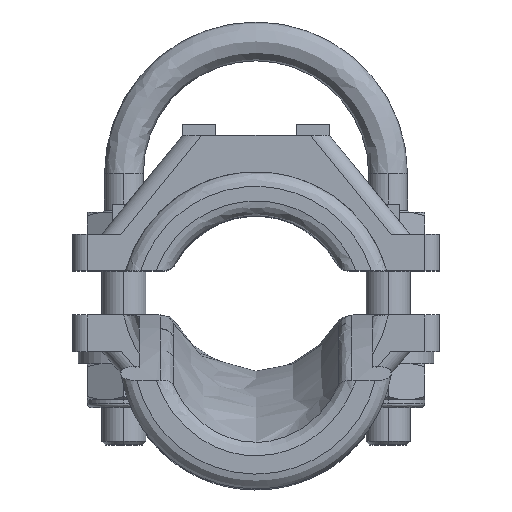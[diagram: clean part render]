
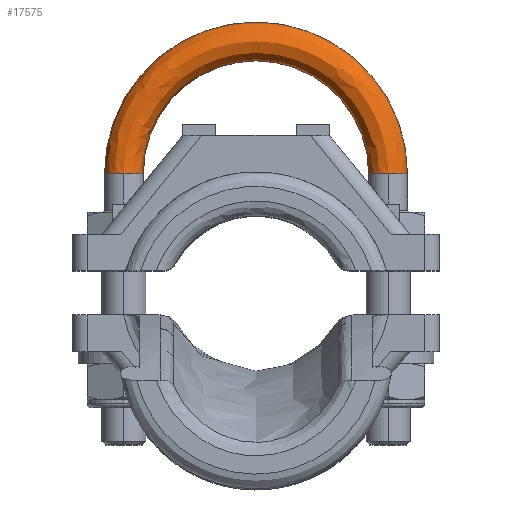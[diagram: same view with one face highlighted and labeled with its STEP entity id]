
A CAD part, top view. The second image highlights one B-rep face of the part: STEP entity #17575.
In plain terms, the highlighted free-form (B-spline) face has degree [3, 3] with [4, 4] control points.
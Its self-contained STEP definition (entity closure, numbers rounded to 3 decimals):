
#27 = CARTESIAN_POINT ( 'NONE',  ( -18., 13.3, 0. ) ) ;
#378 = DIRECTION ( 'NONE',  ( -1., 0., 0. ) ) ;
#498 = DIRECTION ( 'NONE',  ( -1., 0., 0. ) ) ;
#817 = ORIENTED_EDGE ( 'NONE', *, *, #14589, .F. ) ;
#1306 = VERTEX_POINT ( 'NONE', #12788 ) ;
#1998 = CARTESIAN_POINT ( 'NONE',  ( 20.65, 13.3, 5.3 ) ) ;
#2116 = CARTESIAN_POINT ( 'NONE',  ( -15.35, 13.3, 5.3 ) ) ;
#2172 = CARTESIAN_POINT ( 'NONE',  ( -15.35, 13.3, 0. ) ) ;
#2292 = AXIS2_PLACEMENT_3D ( 'NONE', #27, #11049, #2908 ) ;
#2908 = DIRECTION ( 'NONE',  ( 0., 0., -1. ) ) ;
#3394 = AXIS2_PLACEMENT_3D ( 'NONE', #12756, #7333, #378 ) ;
#3485 = DIRECTION ( 'NONE',  ( 0., 0., -1. ) ) ;
#3507 = CIRCLE ( 'NONE', #11502, 15.35 ) ;
#3756 = VERTEX_POINT ( 'NONE', #7651 ) ;
#3958 = AXIS2_PLACEMENT_3D ( 'NONE', #5092, #7895, #14599 ) ;
#4378 = DIRECTION ( 'NONE',  ( 0., -1., 0. ) ) ;
#4882 = CARTESIAN_POINT ( 'NONE',  ( 15.35, 44., 5.3 ) ) ;
#4974 = ORIENTED_EDGE ( 'NONE', *, *, #16164, .T. ) ;
#5026 = CARTESIAN_POINT ( 'NONE',  ( -20.65, 13.3, 0. ) ) ;
#5092 = CARTESIAN_POINT ( 'NONE',  ( -18., 13.3, 0. ) ) ;
#5129 = AXIS2_PLACEMENT_3D ( 'NONE', #6958, #4378, #7077 ) ;
#5765 = VERTEX_POINT ( 'NONE', #5026 ) ;
#6144 = CARTESIAN_POINT ( 'NONE',  ( -20.65, 54.6, 0. ) ) ;
#6193 = DIRECTION ( 'NONE',  ( 0., -1., 0. ) ) ;
#6207 = CIRCLE ( 'NONE', #2292, 2.65 ) ;
#6262 = CARTESIAN_POINT ( 'NONE',  ( 15.35, 44., 0. ) ) ;
#6317 = CIRCLE ( 'NONE', #5129, 2.65 ) ;
#6958 = CARTESIAN_POINT ( 'NONE',  ( 18., 13.3, 0. ) ) ;
#7077 = DIRECTION ( 'NONE',  ( 0., 0., -1. ) ) ;
#7094 = EDGE_CURVE ( 'NONE', #17024, #1306, #3507, .T. ) ;
#7331 = EDGE_CURVE ( 'NONE', #3756, #5765, #13768, .T. ) ;
#7333 = DIRECTION ( 'NONE',  ( 0., 0., 1. ) ) ;
#7651 = CARTESIAN_POINT ( 'NONE',  ( -18., 13.3, 2.65 ) ) ;
#7677 = CARTESIAN_POINT ( 'NONE',  ( 20.65, 54.6, 5.3 ) ) ;
#7730 = CARTESIAN_POINT ( 'NONE',  ( 18., 13.3, 0. ) ) ;
#7864 = FACE_OUTER_BOUND ( 'NONE', #16370, .T. ) ;
#7895 = DIRECTION ( 'NONE',  ( 0., -1., 0. ) ) ;
#8679 =( BOUNDED_SURFACE ( )  B_SPLINE_SURFACE ( 3, 3, ( 
 ( #12835, #6262, #10328, #2172 ),
 ( #10211, #4882, #8946, #2116 ),
 ( #1998, #7677, #14342, #15787 ),
 ( #17101, #15850, #6144, #9001 ) ),
 .UNSPECIFIED., .F., .F., .F. ) 
 B_SPLINE_SURFACE_WITH_KNOTS ( ( 4, 4 ),
 ( 4, 4 ),
 ( 0., 1. ),
 ( 0., 1. ),
 .UNSPECIFIED. ) 
 GEOMETRIC_REPRESENTATION_ITEM ( )  RATIONAL_B_SPLINE_SURFACE ( (
 ( 1., 0.333, 0.333, 1.),
 ( 0.333, 0.111, 0.111, 0.333),
 ( 0.333, 0.111, 0.111, 0.333),
 ( 1., 0.333, 0.333, 1.) ) ) 
 REPRESENTATION_ITEM ( '' )  SURFACE ( )  );
#8698 = CARTESIAN_POINT ( 'NONE',  ( 0., 13.3, 0. ) ) ;
#8946 = CARTESIAN_POINT ( 'NONE',  ( -15.35, 44., 5.3 ) ) ;
#9001 = CARTESIAN_POINT ( 'NONE',  ( -20.65, 13.3, 0. ) ) ;
#9203 = AXIS2_PLACEMENT_3D ( 'NONE', #7730, #6193, #3485 ) ;
#10211 = CARTESIAN_POINT ( 'NONE',  ( 15.35, 13.3, 5.3 ) ) ;
#10328 = CARTESIAN_POINT ( 'NONE',  ( -15.35, 44., 0. ) ) ;
#10513 = ORIENTED_EDGE ( 'NONE', *, *, #13513, .F. ) ;
#11049 = DIRECTION ( 'NONE',  ( 0., -1., 0. ) ) ;
#11502 = AXIS2_PLACEMENT_3D ( 'NONE', #8698, #15399, #498 ) ;
#11627 = CARTESIAN_POINT ( 'NONE',  ( 20.65, 13.3, 0. ) ) ;
#12670 = ORIENTED_EDGE ( 'NONE', *, *, #7094, .F. ) ;
#12756 = CARTESIAN_POINT ( 'NONE',  ( 0., 13.3, 0. ) ) ;
#12788 = CARTESIAN_POINT ( 'NONE',  ( -15.35, 13.3, 0. ) ) ;
#12800 = CIRCLE ( 'NONE', #9203, 2.65 ) ;
#12835 = CARTESIAN_POINT ( 'NONE',  ( 15.35, 13.3, 0. ) ) ;
#13043 = VERTEX_POINT ( 'NONE', #13405 ) ;
#13405 = CARTESIAN_POINT ( 'NONE',  ( 18., 13.3, 2.65 ) ) ;
#13513 = EDGE_CURVE ( 'NONE', #1306, #3756, #6207, .T. ) ;
#13768 = CIRCLE ( 'NONE', #3958, 2.65 ) ;
#14342 = CARTESIAN_POINT ( 'NONE',  ( -20.65, 54.6, 5.3 ) ) ;
#14396 = CARTESIAN_POINT ( 'NONE',  ( 15.35, 13.3, 0. ) ) ;
#14589 = EDGE_CURVE ( 'NONE', #14744, #13043, #12800, .T. ) ;
#14599 = DIRECTION ( 'NONE',  ( 0., 0., -1. ) ) ;
#14744 = VERTEX_POINT ( 'NONE', #11627 ) ;
#15399 = DIRECTION ( 'NONE',  ( 0., 0., 1. ) ) ;
#15787 = CARTESIAN_POINT ( 'NONE',  ( -20.65, 13.3, 5.3 ) ) ;
#15850 = CARTESIAN_POINT ( 'NONE',  ( 20.65, 54.6, 0. ) ) ;
#15867 = ORIENTED_EDGE ( 'NONE', *, *, #16554, .F. ) ;
#16050 = ORIENTED_EDGE ( 'NONE', *, *, #7331, .F. ) ;
#16164 = EDGE_CURVE ( 'NONE', #14744, #5765, #17596, .T. ) ;
#16370 = EDGE_LOOP ( 'NONE', ( #12670, #15867, #817, #4974, #16050, #10513 ) ) ;
#16554 = EDGE_CURVE ( 'NONE', #13043, #17024, #6317, .T. ) ;
#17024 = VERTEX_POINT ( 'NONE', #14396 ) ;
#17101 = CARTESIAN_POINT ( 'NONE',  ( 20.65, 13.3, 0. ) ) ;
#17575 = ADVANCED_FACE ( 'NONE', ( #7864 ), #8679, .T. ) ;
#17596 = CIRCLE ( 'NONE', #3394, 20.65 ) ;
